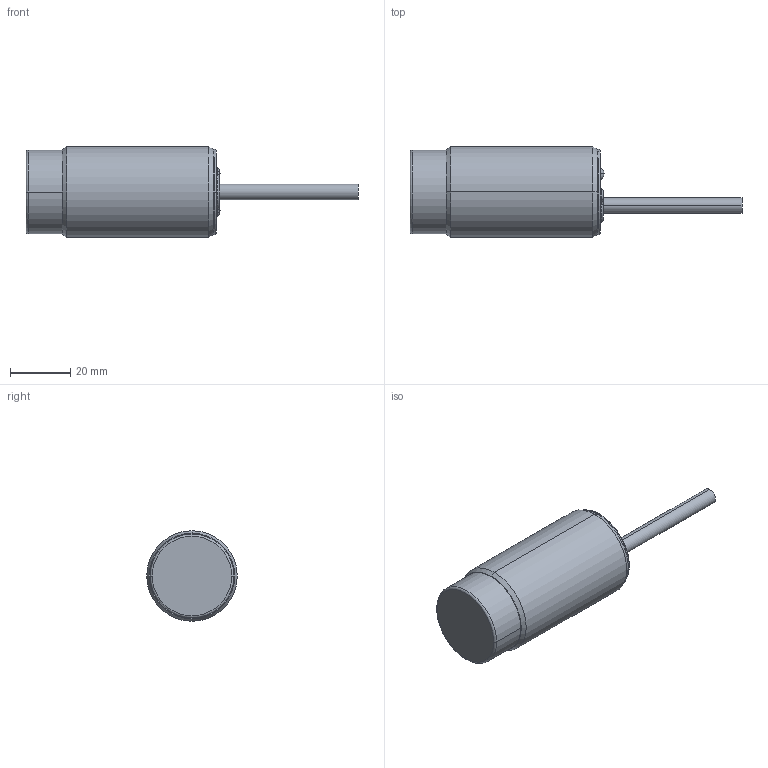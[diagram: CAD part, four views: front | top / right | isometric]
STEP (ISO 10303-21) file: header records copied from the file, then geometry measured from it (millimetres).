
FILE_DESCRIPTION((''),'2;1');
FILE_NAME('LONG_NO_FLUSH_CABLE_ASM','2018-05-23T',('Eric.Zhang'),(''),'PRO/ENGINEER BY PARAMETRIC TECHNOLOGY CORPORATION, 2007450','PRO/ENGINEER BY PARAMETRIC TECHNOLOGY CORPORATION, 2007450','');
FILE_SCHEMA(('AUTOMOTIVE_DESIGN_CC2 { 1 2 10303 214 -1 1 5 2 }'));
Length unit declared in the file: millimetre
Products named in the file (10): 84-116; 1402164; 31818; LONG_NO_FLUSH_CABLE_PCB; 93-097; 57-256; 92-365; 93-257; COMPOUND_LNC; LONG_NO_FLUSH_CABLE_ASM
Assembly tree (10 placements, depth 2):
  LONG_NO_FLUSH_CABLE_ASM
    84-116
    1402164
    31818
    LONG_NO_FLUSH_CABLE_PCB
    93-097
    57-256
    92-365  x2
    93-257
    COMPOUND_LNC
Bounding box: 110 x 30 x 30 mm (x, y, z)
Volume: 44207.4 mm3; surface area: 34341.7 mm2
Topology: 11 solids, 11 shells, 657 faces, 1696 edges, 1068 vertices
Faces by surface type: cylinder 270, plane 195, torus 94, cone 48, bspline 38, sphere 12
Entity records: 34918 total; most frequent: CARTESIAN_POINT 16806, ORIENTED_EDGE 3340, DIRECTION 3066, EDGE_CURVE 1670, AXIS2_PLACEMENT_3D 1183, VERTEX_POINT 1055, PRESENTATION_STYLE_ASSIGNMENT 860, STYLED_ITEM 860
